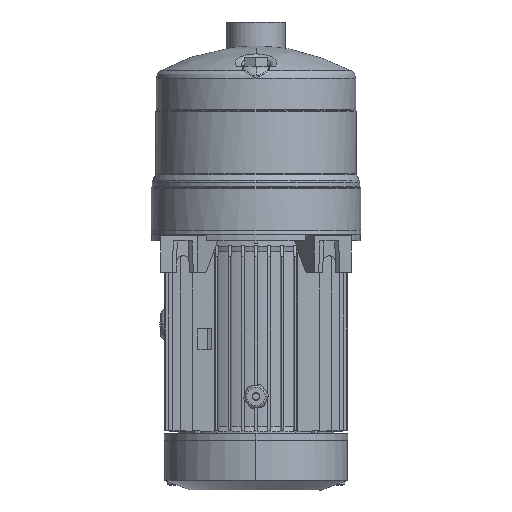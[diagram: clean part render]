
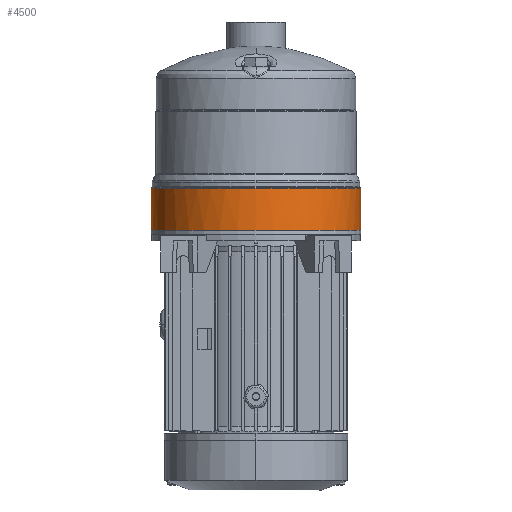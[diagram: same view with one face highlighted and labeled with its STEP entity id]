
A CAD part, front view. The second image highlights one B-rep face of the part: STEP entity #4500.
In plain terms, the highlighted cylindrical face has radius 80 mm (diameter 160 mm), a partial arc.
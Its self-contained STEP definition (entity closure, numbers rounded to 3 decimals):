
#2322 = DIRECTION ( 'NONE',  ( 0., 0., -1. ) ) ;
#2819 = CIRCLE ( 'NONE', #73597, 80. ) ;
#3135 = CARTESIAN_POINT ( 'NONE',  ( 69.427, -40.092, 38.634 ) ) ;
#3556 = LINE ( 'NONE', #60414, #46913 ) ;
#4500 = ADVANCED_FACE ( 'NONE', ( #31550 ), #69193, .T. ) ;
#4970 = CARTESIAN_POINT ( 'NONE',  ( 0., -80., 38.634 ) ) ;
#6564 = ORIENTED_EDGE ( 'NONE', *, *, #76114, .F. ) ;
#8510 = DIRECTION ( 'NONE',  ( 0., 0., 1. ) ) ;
#10625 = CARTESIAN_POINT ( 'NONE',  ( 25.777, -75.914, 38.634 ) ) ;
#11947 = CARTESIAN_POINT ( 'NONE',  ( -80., 0., 38.634 ) ) ;
#12349 = CARTESIAN_POINT ( 'NONE',  ( -40.092, -69.427, 38.634 ) ) ;
#12765 = CARTESIAN_POINT ( 'NONE',  ( -69.427, -40.092, 38.634 ) ) ;
#12901 = B_SPLINE_CURVE_WITH_KNOTS ( 'NONE', 3,
 ( #52017, #22377, #34900, #62043, #29445, #41189, #3135, #55360, #42411, #35716, #67914, #60402, #28638, #10625, #54134, #67094, #79614, #47861 ),
 .UNSPECIFIED., .F., .F.,
 ( 4, 2, 2, 2, 2, 2, 2, 2, 4 ),
 ( 0.5, 0.563, 0.625, 0.688, 0.75, 0.813, 0.875, 0.938, 1. ),
 .UNSPECIFIED. ) ;
#16073 = ORIENTED_EDGE ( 'NONE', *, *, #24099, .T. ) ;
#16085 = VECTOR ( 'NONE', #56900, 1000. ) ;
#19031 = CARTESIAN_POINT ( 'NONE',  ( -71.907, -35.452, 38.634 ) ) ;
#20836 = ORIENTED_EDGE ( 'NONE', *, *, #69416, .T. ) ;
#21630 = CARTESIAN_POINT ( 'NONE',  ( 0., -80., 38.634 ) ) ;
#22377 = CARTESIAN_POINT ( 'NONE',  ( 80., -5.236, 38.634 ) ) ;
#22850 = CARTESIAN_POINT ( 'NONE',  ( -25.777, -75.914, 38.634 ) ) ;
#24099 = EDGE_CURVE ( 'NONE', #61482, #61005, #36019, .T. ) ;
#24992 = VERTEX_POINT ( 'NONE', #67007 ) ;
#25265 = CARTESIAN_POINT ( 'NONE',  ( 0., 0., 6.871 ) ) ;
#28638 = CARTESIAN_POINT ( 'NONE',  ( 35.452, -71.907, 38.634 ) ) ;
#29137 = CARTESIAN_POINT ( 'NONE',  ( -5.236, -80., 38.634 ) ) ;
#29445 = CARTESIAN_POINT ( 'NONE',  ( 75.914, -25.777, 38.634 ) ) ;
#29701 = AXIS2_PLACEMENT_3D ( 'NONE', #25265, #51583, #70004 ) ;
#30772 = CARTESIAN_POINT ( 'NONE',  ( -80., -5.236, 38.634 ) ) ;
#31550 = FACE_OUTER_BOUND ( 'NONE', #52422, .T. ) ;
#31865 = VERTEX_POINT ( 'NONE', #4970 ) ;
#34422 = EDGE_CURVE ( 'NONE', #31865, #61482, #59157, .T. ) ;
#34900 = CARTESIAN_POINT ( 'NONE',  ( 79.484, -10.472, 38.634 ) ) ;
#35716 = CARTESIAN_POINT ( 'NONE',  ( 52.866, -60.271, 38.634 ) ) ;
#36019 = LINE ( 'NONE', #43937, #16085 ) ;
#41151 = CARTESIAN_POINT ( 'NONE',  ( -80., 0., 38.634 ) ) ;
#41189 = CARTESIAN_POINT ( 'NONE',  ( 71.907, -35.452, 38.634 ) ) ;
#42411 = CARTESIAN_POINT ( 'NONE',  ( 60.271, -52.866, 38.634 ) ) ;
#42883 = EDGE_CURVE ( 'NONE', #24992, #31865, #12901, .T. ) ;
#42897 = CARTESIAN_POINT ( 'NONE',  ( -79.484, -10.472, 38.634 ) ) ;
#43937 = CARTESIAN_POINT ( 'NONE',  ( -80., 0., 6.871 ) ) ;
#45685 = DIRECTION ( 'NONE',  ( -1., 0., 0. ) ) ;
#46913 = VECTOR ( 'NONE', #2322, 1000. ) ;
#47861 = CARTESIAN_POINT ( 'NONE',  ( 0., -80., 38.634 ) ) ;
#48342 = CARTESIAN_POINT ( 'NONE',  ( -35.452, -71.907, 38.634 ) ) ;
#49989 = CARTESIAN_POINT ( 'NONE',  ( -60.271, -52.866, 38.634 ) ) ;
#51583 = DIRECTION ( 'NONE',  ( 0., 0., -1. ) ) ;
#52017 = CARTESIAN_POINT ( 'NONE',  ( 80., 0., 38.634 ) ) ;
#52422 = EDGE_LOOP ( 'NONE', ( #6564, #68589, #69500, #16073, #20836 ) ) ;
#54134 = CARTESIAN_POINT ( 'NONE',  ( 20.743, -77.441, 38.634 ) ) ;
#54624 = CARTESIAN_POINT ( 'NONE',  ( -10.472, -79.484, 38.634 ) ) ;
#55360 = CARTESIAN_POINT ( 'NONE',  ( 63.609, -48.799, 38.634 ) ) ;
#56900 = DIRECTION ( 'NONE',  ( 0., 0., -1. ) ) ;
#59157 = B_SPLINE_CURVE_WITH_KNOTS ( 'NONE', 3,
 ( #21630, #29137, #54624, #80095, #22850, #48342, #12349, #69623, #75896, #49989, #70041, #12765, #19031, #69222, #80942, #42897, #30772, #11947 ),
 .UNSPECIFIED., .F., .F.,
 ( 4, 2, 2, 2, 2, 2, 2, 2, 4 ),
 ( 0., 0.063, 0.125, 0.188, 0.25, 0.313, 0.375, 0.438, 0.5 ),
 .UNSPECIFIED. ) ;
#60402 = CARTESIAN_POINT ( 'NONE',  ( 40.092, -69.427, 38.634 ) ) ;
#60414 = CARTESIAN_POINT ( 'NONE',  ( 80., 0., 6.871 ) ) ;
#60970 = CARTESIAN_POINT ( 'NONE',  ( -80., 0., 6.871 ) ) ;
#61005 = VERTEX_POINT ( 'NONE', #60970 ) ;
#61482 = VERTEX_POINT ( 'NONE', #41151 ) ;
#62043 = CARTESIAN_POINT ( 'NONE',  ( 77.441, -20.743, 38.634 ) ) ;
#62061 = CARTESIAN_POINT ( 'NONE',  ( 80., 0., 6.871 ) ) ;
#65782 = CARTESIAN_POINT ( 'NONE',  ( 0., 0., 6.871 ) ) ;
#67007 = CARTESIAN_POINT ( 'NONE',  ( 80., 0., 38.634 ) ) ;
#67094 = CARTESIAN_POINT ( 'NONE',  ( 10.472, -79.484, 38.634 ) ) ;
#67914 = CARTESIAN_POINT ( 'NONE',  ( 48.799, -63.609, 38.634 ) ) ;
#68589 = ORIENTED_EDGE ( 'NONE', *, *, #42883, .T. ) ;
#69193 = CYLINDRICAL_SURFACE ( 'NONE', #29701, 80. ) ;
#69222 = CARTESIAN_POINT ( 'NONE',  ( -75.914, -25.777, 38.634 ) ) ;
#69416 = EDGE_CURVE ( 'NONE', #61005, #81512, #2819, .T. ) ;
#69500 = ORIENTED_EDGE ( 'NONE', *, *, #34422, .T. ) ;
#69623 = CARTESIAN_POINT ( 'NONE',  ( -48.799, -63.609, 38.634 ) ) ;
#70004 = DIRECTION ( 'NONE',  ( -1., 0., 0. ) ) ;
#70041 = CARTESIAN_POINT ( 'NONE',  ( -63.609, -48.799, 38.634 ) ) ;
#73597 = AXIS2_PLACEMENT_3D ( 'NONE', #65782, #8510, #45685 ) ;
#75896 = CARTESIAN_POINT ( 'NONE',  ( -52.866, -60.271, 38.634 ) ) ;
#76114 = EDGE_CURVE ( 'NONE', #24992, #81512, #3556, .T. ) ;
#79614 = CARTESIAN_POINT ( 'NONE',  ( 5.236, -80., 38.634 ) ) ;
#80095 = CARTESIAN_POINT ( 'NONE',  ( -20.743, -77.441, 38.634 ) ) ;
#80942 = CARTESIAN_POINT ( 'NONE',  ( -77.441, -20.743, 38.634 ) ) ;
#81512 = VERTEX_POINT ( 'NONE', #62061 ) ;
